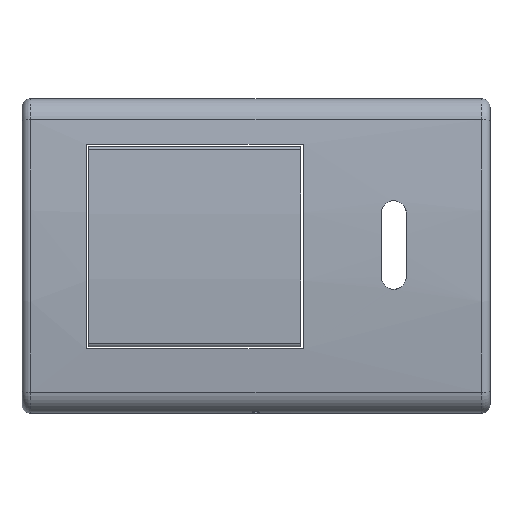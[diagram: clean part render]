
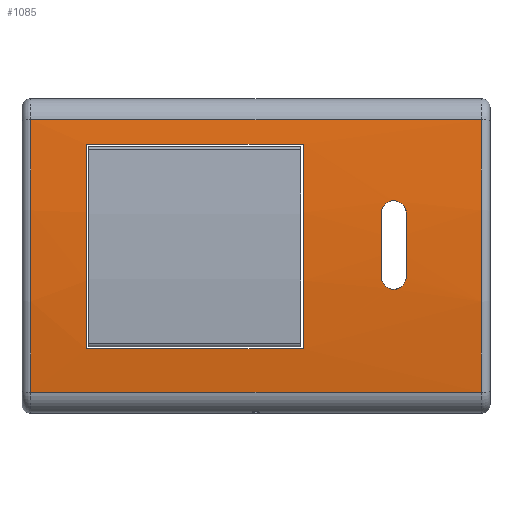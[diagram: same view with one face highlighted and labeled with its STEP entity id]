
A CAD part, top view. The second image highlights one B-rep face of the part: STEP entity #1085.
In plain terms, the highlighted cylindrical face has radius 500 mm (diameter 1000 mm), a partial arc.
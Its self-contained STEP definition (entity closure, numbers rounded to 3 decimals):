
#316=CARTESIAN_POINT('',(103.,0.,-485.));
#317=DIRECTION('',(1.,0.,0.));
#318=DIRECTION('',(0.,0.125,0.992));
#319=AXIS2_PLACEMENT_3D('',#316,#317,#318);
#321=DIRECTION('',(-1.,0.,0.));
#322=VECTOR('',#321,206.);
#323=CARTESIAN_POINT('',(103.,-62.372,11.094));
#324=LINE('1463',#323,#322);
#325=CARTESIAN_POINT('',(-103.,0.,-485.));
#326=DIRECTION('',(-1.,0.,0.));
#327=DIRECTION('',(0.,-0.125,0.992));
#328=AXIS2_PLACEMENT_3D('',#325,#326,#327);
#330=DIRECTION('',(-1.,0.,0.));
#331=VECTOR('',#330,206.);
#332=CARTESIAN_POINT('',(103.,62.372,11.094));
#333=LINE('1465',#332,#331);
#334=DIRECTION('',(1.,0.,0.));
#335=VECTOR('',#334,99.2);
#336=CARTESIAN_POINT('',(-77.6,51.,12.392));
#337=LINE('127',#336,#335);
#338=CARTESIAN_POINT('',(-77.6,0.,-485.));
#339=DIRECTION('',(1.,0.,0.));
#340=DIRECTION('',(0.,0.102,0.995));
#341=AXIS2_PLACEMENT_3D('',#338,#339,#340);
#343=DIRECTION('',(1.,0.,0.));
#344=VECTOR('',#343,99.2);
#345=CARTESIAN_POINT('',(-77.6,-42.5,13.19));
#346=LINE('129',#345,#344);
#347=CARTESIAN_POINT('',(21.6,0.,-485.));
#348=DIRECTION('',(1.,0.,0.));
#349=DIRECTION('',(0.,0.102,0.995));
#350=AXIS2_PLACEMENT_3D('',#347,#348,#349);
#352=CARTESIAN_POINT('',(57.25,19.5,14.62));
#353=CARTESIAN_POINT('',(57.25,20.009,14.6));
#354=CARTESIAN_POINT('',(57.38,20.991,14.56));
#355=CARTESIAN_POINT('',(57.96,22.405,14.498));
#356=CARTESIAN_POINT('',(58.884,23.609,14.443));
#357=CARTESIAN_POINT('',(60.089,24.535,14.398));
#358=CARTESIAN_POINT('',(61.492,25.117,14.369));
#359=CARTESIAN_POINT('',(62.998,25.316,14.359));
#360=CARTESIAN_POINT('',(64.505,25.118,14.369));
#361=CARTESIAN_POINT('',(65.909,24.537,14.398));
#362=CARTESIAN_POINT('',(67.115,23.61,14.443));
#363=CARTESIAN_POINT('',(68.039,22.406,14.498));
#364=CARTESIAN_POINT('',(68.62,20.992,14.56));
#365=CARTESIAN_POINT('',(68.75,20.01,14.6));
#366=CARTESIAN_POINT('',(68.75,19.5,14.62));
#368=CARTESIAN_POINT('',(57.25,0.,-485.));
#369=DIRECTION('',(1.,0.,0.));
#370=DIRECTION('',(0.,0.039,0.999));
#371=AXIS2_PLACEMENT_3D('',#368,#369,#370);
#373=CARTESIAN_POINT('',(68.75,-9.5,14.91));
#374=CARTESIAN_POINT('',(68.75,-10.009,14.9));
#375=CARTESIAN_POINT('',(68.62,-10.99,14.88));
#376=CARTESIAN_POINT('',(68.04,-12.404,14.847));
#377=CARTESIAN_POINT('',(67.117,-13.608,14.815));
#378=CARTESIAN_POINT('',(65.912,-14.535,14.789));
#379=CARTESIAN_POINT('',(64.508,-15.117,14.771));
#380=CARTESIAN_POINT('',(63.002,-15.316,14.765));
#381=CARTESIAN_POINT('',(61.495,-15.118,14.771));
#382=CARTESIAN_POINT('',(60.09,-14.536,14.789));
#383=CARTESIAN_POINT('',(58.885,-13.609,14.815));
#384=CARTESIAN_POINT('',(57.96,-12.405,14.847));
#385=CARTESIAN_POINT('',(57.38,-10.991,14.88));
#386=CARTESIAN_POINT('',(57.25,-10.009,14.9));
#387=CARTESIAN_POINT('',(57.25,-9.5,14.91));
#389=CARTESIAN_POINT('',(68.75,0.,-485.));
#390=DIRECTION('',(1.,0.,0.));
#391=DIRECTION('',(0.,0.039,0.999));
#392=AXIS2_PLACEMENT_3D('',#389,#390,#391);
#689=CARTESIAN_POINT('',(-77.6,51.,12.392));
#690=CARTESIAN_POINT('',(21.6,51.,12.392));
#691=VERTEX_POINT('',#689);
#692=VERTEX_POINT('',#690);
#693=CARTESIAN_POINT('',(-77.6,-42.5,13.19));
#694=VERTEX_POINT('',#693);
#695=CARTESIAN_POINT('',(21.6,-42.5,13.19));
#696=VERTEX_POINT('',#695);
#731=CARTESIAN_POINT('',(103.,-62.372,11.094));
#732=VERTEX_POINT('',#731);
#735=CARTESIAN_POINT('',(103.,62.372,11.094));
#736=VERTEX_POINT('',#735);
#755=CARTESIAN_POINT('',(-103.,62.372,11.094));
#756=VERTEX_POINT('',#755);
#759=CARTESIAN_POINT('',(-103.,-62.372,11.094));
#760=VERTEX_POINT('',#759);
#801=VERTEX_POINT('',#352);
#802=VERTEX_POINT('',#366);
#803=CARTESIAN_POINT('',(57.25,-9.5,14.91));
#804=VERTEX_POINT('',#803);
#805=VERTEX_POINT('',#373);
#1053=CARTESIAN_POINT('',(-107.,0.,-485.));
#1054=DIRECTION('',(1.,0.,0.));
#1055=DIRECTION('',(0.,0.,-1.));
#1056=AXIS2_PLACEMENT_3D('',#1053,#1054,#1055);
#1057=CYLINDRICAL_SURFACE('86',#1056,500.);
#1059=ORIENTED_EDGE('1440',*,*,#1058,.T.);
#1060=ORIENTED_EDGE('1463',*,*,#1042,.T.);
#1061=ORIENTED_EDGE('1452',*,*,#954,.T.);
#1062=ORIENTED_EDGE('1465',*,*,#980,.F.);
#1063=EDGE_LOOP('86',(#1059,#1060,#1061,#1062));
#1064=FACE_OUTER_BOUND('86',#1063,.F.);
#1066=ORIENTED_EDGE('127',*,*,#1065,.F.);
#1068=ORIENTED_EDGE('128',*,*,#1067,.T.);
#1070=ORIENTED_EDGE('129',*,*,#1069,.T.);
#1072=ORIENTED_EDGE('130',*,*,#1071,.F.);
#1073=EDGE_LOOP('86',(#1066,#1068,#1070,#1072));
#1074=FACE_BOUND('86',#1073,.F.);
#1076=ORIENTED_EDGE('3889',*,*,#1075,.F.);
#1078=ORIENTED_EDGE('3890',*,*,#1077,.T.);
#1080=ORIENTED_EDGE('3891',*,*,#1079,.F.);
#1082=ORIENTED_EDGE('3892',*,*,#1081,.F.);
#1083=EDGE_LOOP('86',(#1076,#1078,#1080,#1082));
#1084=FACE_BOUND('86',#1083,.F.);
#1085=ADVANCED_FACE('86',(#1064,#1074,#1084),#1057,.T.);
#320=CIRCLE('1440',#319,500.);
#329=CIRCLE('1452',#328,500.);
#342=CIRCLE('128',#341,500.);
#351=CIRCLE('130',#350,500.);
#367=B_SPLINE_CURVE_WITH_KNOTS('3889',3,(#352,#353,#354,#355,#356,#357,#358,
#359,#360,#361,#362,#363,#364,#365,#366),.UNSPECIFIED.,.F.,.F.,(4,1,1,1,1,1,1,1,
1,1,1,1,4),(0.,0.083,0.167,0.25,0.333,
0.417,0.5,0.583,0.667,0.75,
0.833,0.917,1.),.UNSPECIFIED.);
#372=CIRCLE('3890',#371,500.);
#388=B_SPLINE_CURVE_WITH_KNOTS('3891',3,(#373,#374,#375,#376,#377,#378,#379,
#380,#381,#382,#383,#384,#385,#386,#387),.UNSPECIFIED.,.F.,.F.,(4,1,1,1,1,1,1,1,
1,1,1,1,4),(0.,0.083,0.167,0.25,0.333,
0.417,0.5,0.583,0.667,0.75,
0.833,0.917,1.),.UNSPECIFIED.);
#393=CIRCLE('3892',#392,500.);
#954=EDGE_CURVE('1452',#760,#756,#329,.T.);
#980=EDGE_CURVE('1465',#736,#756,#333,.T.);
#1042=EDGE_CURVE('1463',#732,#760,#324,.T.);
#1058=EDGE_CURVE('1440',#736,#732,#320,.T.);
#1065=EDGE_CURVE('127',#691,#692,#337,.T.);
#1067=EDGE_CURVE('128',#691,#694,#342,.T.);
#1069=EDGE_CURVE('129',#694,#696,#346,.T.);
#1071=EDGE_CURVE('130',#692,#696,#351,.T.);
#1075=EDGE_CURVE('3889',#801,#802,#367,.T.);
#1077=EDGE_CURVE('3890',#801,#804,#372,.T.);
#1079=EDGE_CURVE('3891',#805,#804,#388,.T.);
#1081=EDGE_CURVE('3892',#802,#805,#393,.T.);
